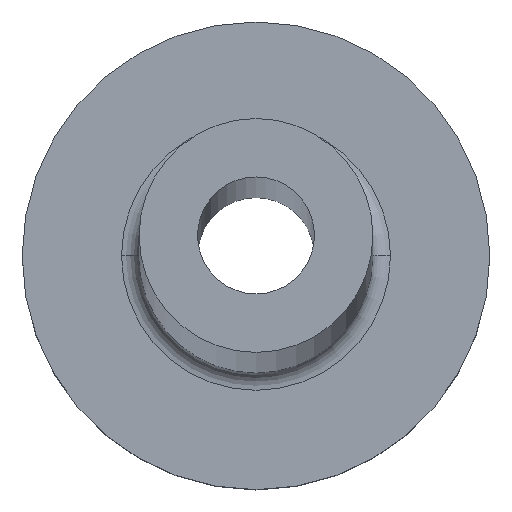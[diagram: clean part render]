
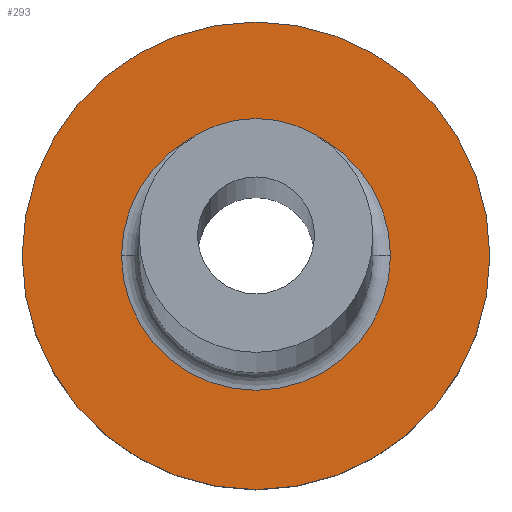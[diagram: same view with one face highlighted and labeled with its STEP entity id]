
A CAD part, top view. The second image highlights one B-rep face of the part: STEP entity #293.
In plain terms, the highlighted planar face has unit normal (0, 0, 1).
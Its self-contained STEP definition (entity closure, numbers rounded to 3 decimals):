
#3 = CIRCLE ( 'NONE', #231, 4. ) ;
#38 = DIRECTION ( 'NONE',  ( 1., 0., 0. ) ) ;
#41 = FACE_BOUND ( 'NONE', #178, .T. ) ;
#63 = DIRECTION ( 'NONE',  ( 0., 0., -1. ) ) ;
#64 = EDGE_LOOP ( 'NONE', ( #364, #151 ) ) ;
#78 = CARTESIAN_POINT ( 'NONE',  ( 0., 0., 3. ) ) ;
#117 = AXIS2_PLACEMENT_3D ( 'NONE', #125, #358, #326 ) ;
#119 = DIRECTION ( 'NONE',  ( 1., 0., 0. ) ) ;
#121 = EDGE_CURVE ( 'NONE', #140, #365, #3, .T. ) ;
#125 = CARTESIAN_POINT ( 'NONE',  ( 0., 0., 3. ) ) ;
#127 = DIRECTION ( 'NONE',  ( 0., 0., 1. ) ) ;
#133 = CIRCLE ( 'NONE', #347, 4. ) ;
#140 = VERTEX_POINT ( 'NONE', #199 ) ;
#151 = ORIENTED_EDGE ( 'NONE', *, *, #250, .T. ) ;
#178 = EDGE_LOOP ( 'NONE', ( #187, #335 ) ) ;
#182 = CARTESIAN_POINT ( 'NONE',  ( 0., 0., 3. ) ) ;
#183 = CARTESIAN_POINT ( 'NONE',  ( -2.3, 0., 3. ) ) ;
#186 = CIRCLE ( 'NONE', #117, 2.3 ) ;
#187 = ORIENTED_EDGE ( 'NONE', *, *, #279, .T. ) ;
#193 = AXIS2_PLACEMENT_3D ( 'NONE', #381, #63, #119 ) ;
#199 = CARTESIAN_POINT ( 'NONE',  ( -4., 0., 3. ) ) ;
#211 = DIRECTION ( 'NONE',  ( 0., 0., 1. ) ) ;
#224 = CARTESIAN_POINT ( 'NONE',  ( 4., 0., 3. ) ) ;
#231 = AXIS2_PLACEMENT_3D ( 'NONE', #78, #374, #373 ) ;
#249 = AXIS2_PLACEMENT_3D ( 'NONE', #265, #127, #270 ) ;
#250 = EDGE_CURVE ( 'NONE', #365, #140, #133, .T. ) ;
#265 = CARTESIAN_POINT ( 'NONE',  ( 0., 0., 3. ) ) ;
#268 = VERTEX_POINT ( 'NONE', #183 ) ;
#270 = DIRECTION ( 'NONE',  ( 1., 0., 0. ) ) ;
#279 = EDGE_CURVE ( 'NONE', #368, #268, #361, .T. ) ;
#293 = ADVANCED_FACE ( 'NONE', ( #41, #324 ), #295, .T. ) ;
#295 = PLANE ( 'NONE',  #249 ) ;
#324 = FACE_OUTER_BOUND ( 'NONE', #64, .T. ) ;
#326 = DIRECTION ( 'NONE',  ( 1., 0., 0. ) ) ;
#335 = ORIENTED_EDGE ( 'NONE', *, *, #346, .T. ) ;
#336 = CARTESIAN_POINT ( 'NONE',  ( 2.3, 0., 3. ) ) ;
#346 = EDGE_CURVE ( 'NONE', #268, #368, #186, .T. ) ;
#347 = AXIS2_PLACEMENT_3D ( 'NONE', #182, #211, #38 ) ;
#358 = DIRECTION ( 'NONE',  ( 0., 0., -1. ) ) ;
#361 = CIRCLE ( 'NONE', #193, 2.3 ) ;
#364 = ORIENTED_EDGE ( 'NONE', *, *, #121, .T. ) ;
#365 = VERTEX_POINT ( 'NONE', #224 ) ;
#368 = VERTEX_POINT ( 'NONE', #336 ) ;
#373 = DIRECTION ( 'NONE',  ( 1., 0., 0. ) ) ;
#374 = DIRECTION ( 'NONE',  ( 0., 0., 1. ) ) ;
#381 = CARTESIAN_POINT ( 'NONE',  ( 0., 0., 3. ) ) ;
